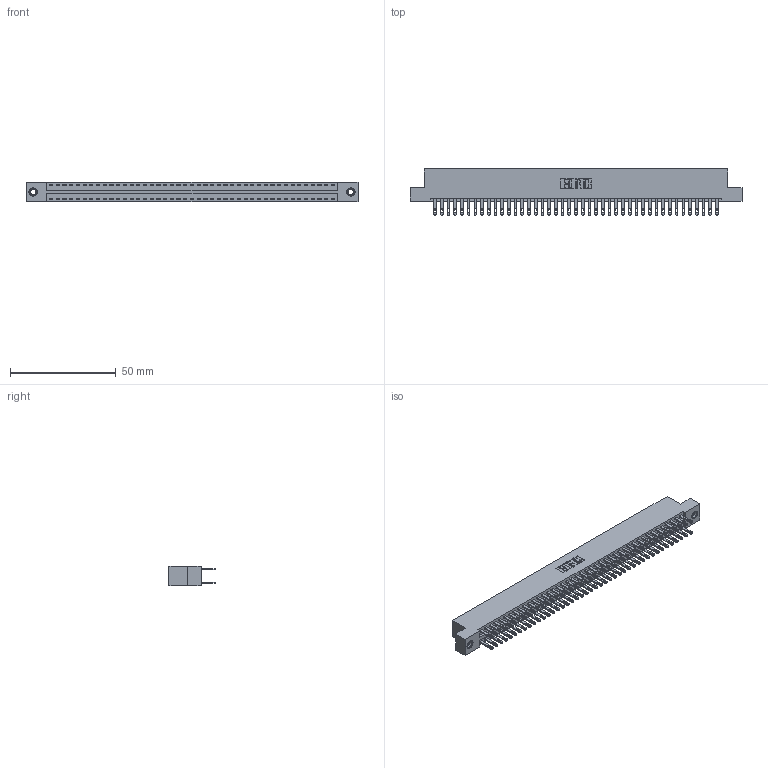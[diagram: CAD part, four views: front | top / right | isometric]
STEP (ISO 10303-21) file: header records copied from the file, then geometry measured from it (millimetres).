
FILE_DESCRIPTION (( 'STEP AP203' ), '1' );
FILE_NAME ('896-086-500-207.STEP', '2021-07-28T02:32:42', ( '' ), ( '' ), 'SwSTEP 2.0', 'SolidWorks 2020', '' );
FILE_SCHEMA (( 'CONFIG_CONTROL_DESIGN' ));
Length unit declared in the file: inch
Products named in the file (4): 345-292-001_345-293-100; 345-250-001_345-250-005-103; 896-086-500-207; 846 Part_Flush Mounting Lugs - 0.156 Dia-TI
Assembly tree (89 placements, depth 2):
  896-086-500-207
    846 Part_Flush Mounting Lugs - 0.156 Dia-TI
    345-292-001_345-293-100  x86
    345-250-001_345-250-005-103  x2
Bounding box: 157.1 x 21.84 x 9.4 mm (x, y, z)
Volume: 15576.2 mm3; surface area: 22360.1 mm2
Topology: 89 solids, 89 shells, 4310 faces, 13107 edges, 8730 vertices
Faces by surface type: plane 2602, cylinder 1692, cone 12, torus 4
Entity records: 29044 total; most frequent: CARTESIAN_POINT 4767, ORIENTED_EDGE 4694, DIRECTION 4281, EDGE_CURVE 2347, LINE 2019, VECTOR 2019, VERTEX_POINT 1560, AXIS2_PLACEMENT_3D 1131
